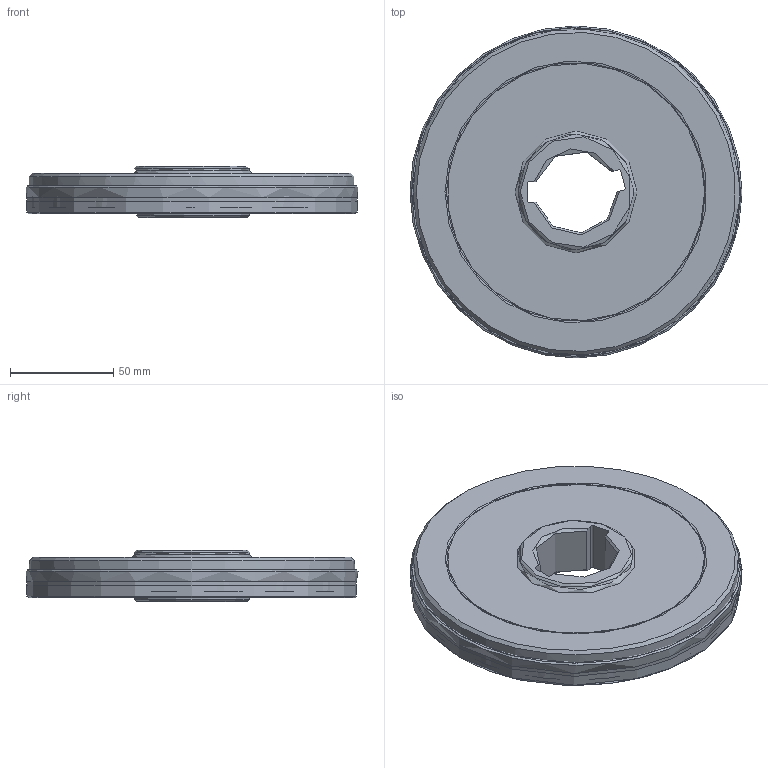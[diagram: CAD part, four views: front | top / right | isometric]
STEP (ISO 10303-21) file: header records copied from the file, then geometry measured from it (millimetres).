
FILE_DESCRIPTION(/* description */ (''),/* implementation_level */ '2;1');
FILE_NAME(/* name */ '335.98-160-07-40-12R_Basic.stp',/* time_stamp */ '2024-06-13T07:33:15+05:00',/* author */ (''),/* organization */ (''),/* preprocessor_version */ 'ST-DEVELOPER v18.102',/* originating_system */ 'SIEMENS PLM Software NX2206.8101',/* authorisation */ '');
FILE_SCHEMA (('AUTOMOTIVE_DESIGN { 1 0 10303 214 3 1 1 1 }'));
Length unit declared in the file: millimetre
Products named in the file (4): CUT; NOCUT; ASSEMBLY_CONSTRUCTION; A2772583_stp_stp
Assembly tree (3 placements, depth 2):
  A2772583_stp_stp
    ASSEMBLY_CONSTRUCTION
    NOCUT
    CUT
Bounding box: 160.75 x 160.75 x 25 mm (x, y, z)
Volume: 377626.5 mm3; surface area: 68513 mm2
Topology: 2 solids, 2 shells, 75 faces, 162 edges, 112 vertices
Faces by surface type: torus 34, cone 13, plane 12, cylinder 9, sphere 4, revolution 2, bspline 1
Full cylindrical faces by diameter (mm): 56 x2, 157.6 x1
Entity records: 3086 total; most frequent: CARTESIAN_POINT 1441, DIRECTION 302, ORIENTED_EDGE 212, AXIS2_PLACEMENT_3D 138, EDGE_LOOP 134, FACE_BOUND 118, EDGE_CURVE 106, VERTEX_POINT 90
